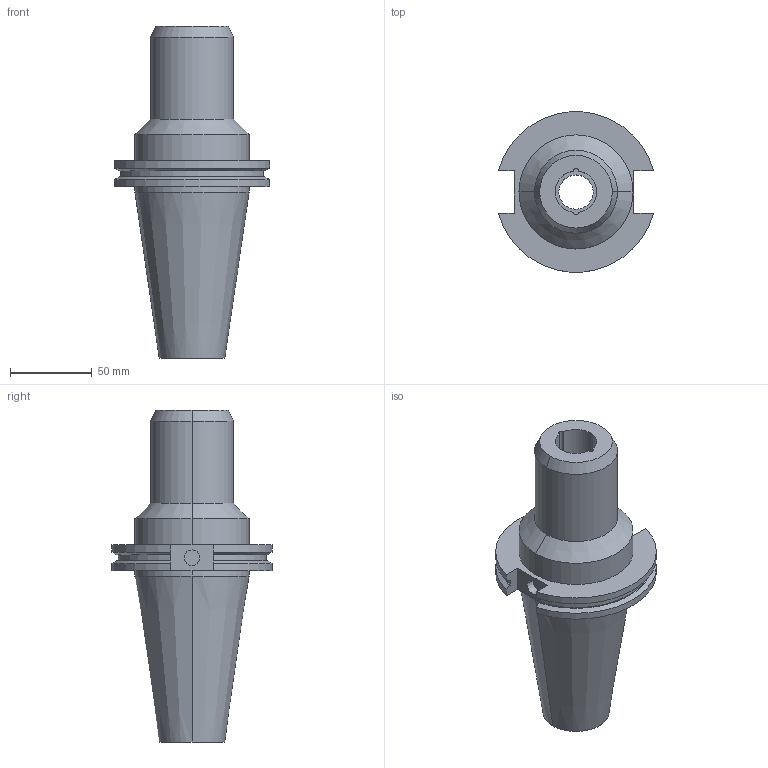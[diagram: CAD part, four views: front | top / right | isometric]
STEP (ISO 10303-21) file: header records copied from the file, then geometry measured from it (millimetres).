
FILE_DESCRIPTION (( 'STEP AP203' ), '1' );
FILE_NAME ('STP-SATE-22945B.STEP', '2017-10-06T05:20:23', ( '' ), ( '' ), 'SwSTEP 2.0', 'SolidWorks 2015', '' );
FILE_SCHEMA (( 'CONFIG_CONTROL_DESIGN' ));
Length unit declared in the file: millimetre
Products named in the file (1): STP-SATE-22945B
Bounding box: 94.95 x 98.05 x 203.2 mm (x, y, z)
Volume: 463773.6 mm3; surface area: 65499.1 mm2
Topology: 1 solids, 1 shells, 63 faces, 151 edges, 96 vertices
Faces by surface type: cylinder 31, plane 18, cone 14
Entity records: 1934 total; most frequent: DIRECTION 343, CARTESIAN_POINT 335, ORIENTED_EDGE 302, EDGE_CURVE 151, AXIS2_PLACEMENT_3D 136, VERTEX_POINT 96, CIRCLE 72, EDGE_LOOP 71
